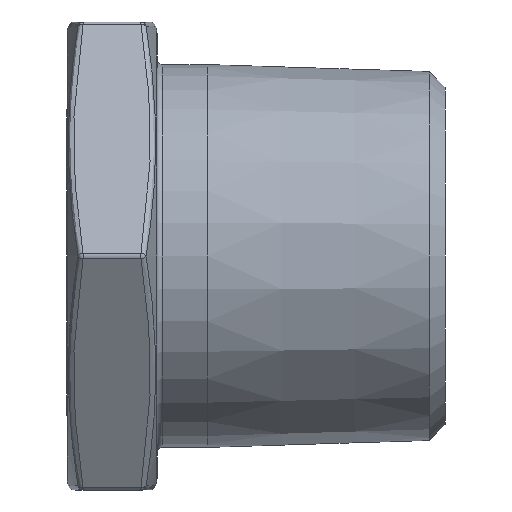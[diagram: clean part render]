
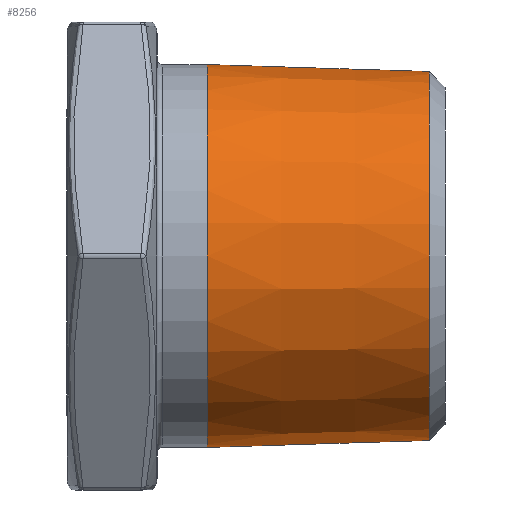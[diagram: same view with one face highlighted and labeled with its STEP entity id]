
A CAD part, front view. The second image highlights one B-rep face of the part: STEP entity #8256.
In plain terms, the highlighted conical face has half-angle 1.79 degrees and reference radius 10.634 mm.
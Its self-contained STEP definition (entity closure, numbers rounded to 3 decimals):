
#251 = VERTEX_POINT ( 'NONE', #1571 ) ;
#503 = CARTESIAN_POINT ( 'NONE',  ( 7.8, 0., 10.634 ) ) ;
#614 = ORIENTED_EDGE ( 'NONE', *, *, #10589, .F. ) ;
#1439 = CIRCLE ( 'NONE', #12765, 10.634 ) ;
#1571 = CARTESIAN_POINT ( 'NONE',  ( 20.116, 0., 10.249 ) ) ;
#2995 = CARTESIAN_POINT ( 'NONE',  ( 7.8, 0., 0. ) ) ;
#3438 = AXIS2_PLACEMENT_3D ( 'NONE', #14557, #8298, #10108 ) ;
#3733 = ORIENTED_EDGE ( 'NONE', *, *, #5319, .T. ) ;
#4032 = EDGE_LOOP ( 'NONE', ( #3733 ) ) ;
#5319 = EDGE_CURVE ( 'NONE', #251, #251, #7665, .T. ) ;
#7665 = CIRCLE ( 'NONE', #3438, 10.249 ) ;
#8256 = ADVANCED_FACE ( 'NONE', ( #11041, #16036 ), #16129, .T. ) ;
#8298 = DIRECTION ( 'NONE',  ( -1., 0., 0. ) ) ;
#9060 = AXIS2_PLACEMENT_3D ( 'NONE', #14902, #13834, #10049 ) ;
#9147 = DIRECTION ( 'NONE',  ( 0., 0., 1. ) ) ;
#9283 = VERTEX_POINT ( 'NONE', #503 ) ;
#10049 = DIRECTION ( 'NONE',  ( 0., 0., 1. ) ) ;
#10108 = DIRECTION ( 'NONE',  ( 0., 0., 1. ) ) ;
#10589 = EDGE_CURVE ( 'NONE', #9283, #9283, #1439, .T. ) ;
#11041 = FACE_BOUND ( 'NONE', #4032, .T. ) ;
#12765 = AXIS2_PLACEMENT_3D ( 'NONE', #2995, #15366, #9147 ) ;
#13834 = DIRECTION ( 'NONE',  ( -1., 0., 0. ) ) ;
#14557 = CARTESIAN_POINT ( 'NONE',  ( 20.116, 0., 0. ) ) ;
#14902 = CARTESIAN_POINT ( 'NONE',  ( 7.8, 0., 0. ) ) ;
#15366 = DIRECTION ( 'NONE',  ( -1., 0., 0. ) ) ;
#15394 = EDGE_LOOP ( 'NONE', ( #614 ) ) ;
#16036 = FACE_OUTER_BOUND ( 'NONE', #15394, .T. ) ;
#16129 = CONICAL_SURFACE ( 'NONE', #9060, 10.634, 0.031 ) ;
